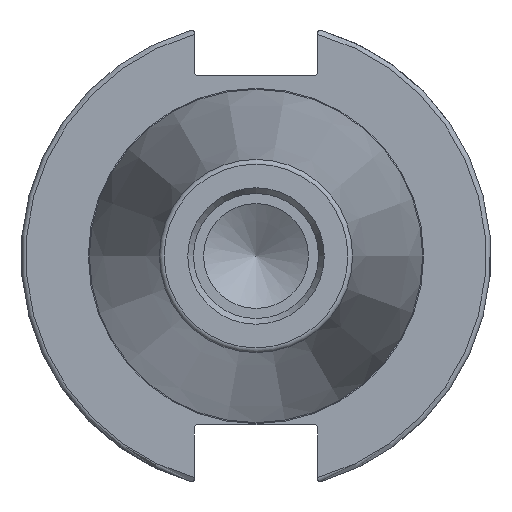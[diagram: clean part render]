
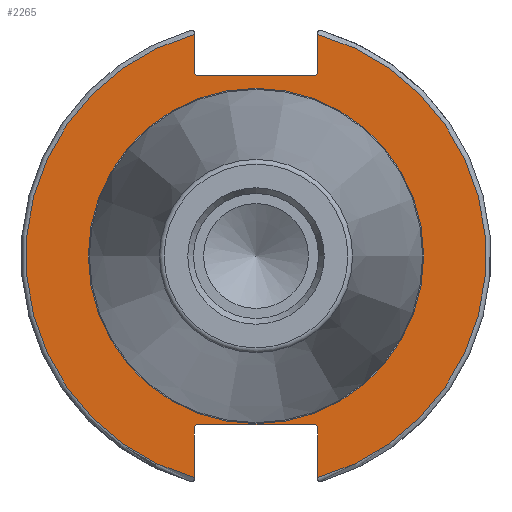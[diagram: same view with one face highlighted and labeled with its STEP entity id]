
A CAD part, left-side view. The second image highlights one B-rep face of the part: STEP entity #2265.
In plain terms, the highlighted planar face has unit normal (-1, 0, 0).
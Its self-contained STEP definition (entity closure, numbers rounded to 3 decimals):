
#556=FACE_BOUND('',#858,.T.);
#585=CIRCLE('',#2590,35.125);
#587=CIRCLE('',#2593,48.213);
#588=CIRCLE('',#2594,48.213);
#743=FACE_OUTER_BOUND('',#857,.T.);
#857=EDGE_LOOP('',(#1728,#1729,#1730,#1731,#1732,#1733,#1734,#1735,#1736,
#1737,#1738,#1739));
#858=EDGE_LOOP('',(#1740));
#978=LINE('',#3727,#1108);
#979=LINE('',#3729,#1109);
#980=LINE('',#3731,#1110);
#981=LINE('',#3733,#1111);
#982=LINE('',#3735,#1112);
#983=LINE('',#3739,#1113);
#984=LINE('',#3741,#1114);
#985=LINE('',#3743,#1115);
#986=LINE('',#3745,#1116);
#987=LINE('',#3746,#1117);
#1108=VECTOR('',#2958,10.);
#1109=VECTOR('',#2959,10.);
#1110=VECTOR('',#2960,10.);
#1111=VECTOR('',#2961,10.);
#1112=VECTOR('',#2962,10.);
#1113=VECTOR('',#2965,10.);
#1114=VECTOR('',#2966,10.);
#1115=VECTOR('',#2967,10.);
#1116=VECTOR('',#2968,10.);
#1117=VECTOR('',#2969,10.);
#1245=VERTEX_POINT('',#3718);
#1246=VERTEX_POINT('',#3723);
#1247=VERTEX_POINT('',#3724);
#1248=VERTEX_POINT('',#3726);
#1249=VERTEX_POINT('',#3728);
#1250=VERTEX_POINT('',#3730);
#1251=VERTEX_POINT('',#3732);
#1252=VERTEX_POINT('',#3734);
#1253=VERTEX_POINT('',#3736);
#1254=VERTEX_POINT('',#3738);
#1255=VERTEX_POINT('',#3740);
#1256=VERTEX_POINT('',#3742);
#1257=VERTEX_POINT('',#3744);
#1431=EDGE_CURVE('',#1245,#1245,#585,.T.);
#1433=EDGE_CURVE('',#1246,#1247,#587,.T.);
#1434=EDGE_CURVE('',#1246,#1248,#978,.T.);
#1435=EDGE_CURVE('',#1249,#1248,#979,.T.);
#1436=EDGE_CURVE('',#1249,#1250,#980,.T.);
#1437=EDGE_CURVE('',#1251,#1250,#981,.T.);
#1438=EDGE_CURVE('',#1251,#1252,#982,.T.);
#1439=EDGE_CURVE('',#1253,#1252,#588,.T.);
#1440=EDGE_CURVE('',#1253,#1254,#983,.T.);
#1441=EDGE_CURVE('',#1255,#1254,#984,.T.);
#1442=EDGE_CURVE('',#1255,#1256,#985,.T.);
#1443=EDGE_CURVE('',#1257,#1256,#986,.T.);
#1444=EDGE_CURVE('',#1257,#1247,#987,.T.);
#1728=ORIENTED_EDGE('',*,*,#1433,.F.);
#1729=ORIENTED_EDGE('',*,*,#1434,.T.);
#1730=ORIENTED_EDGE('',*,*,#1435,.F.);
#1731=ORIENTED_EDGE('',*,*,#1436,.T.);
#1732=ORIENTED_EDGE('',*,*,#1437,.F.);
#1733=ORIENTED_EDGE('',*,*,#1438,.T.);
#1734=ORIENTED_EDGE('',*,*,#1439,.F.);
#1735=ORIENTED_EDGE('',*,*,#1440,.T.);
#1736=ORIENTED_EDGE('',*,*,#1441,.F.);
#1737=ORIENTED_EDGE('',*,*,#1442,.T.);
#1738=ORIENTED_EDGE('',*,*,#1443,.F.);
#1739=ORIENTED_EDGE('',*,*,#1444,.T.);
#1740=ORIENTED_EDGE('',*,*,#1431,.F.);
#2196=PLANE('',#2592);
#2265=ADVANCED_FACE('',(#743,#556),#2196,.T.);
#2590=AXIS2_PLACEMENT_3D('',#3720,#2950,#2951);
#2592=AXIS2_PLACEMENT_3D('',#3722,#2954,#2955);
#2593=AXIS2_PLACEMENT_3D('',#3725,#2956,#2957);
#2594=AXIS2_PLACEMENT_3D('',#3737,#2963,#2964);
#2950=DIRECTION('center_axis',(-1.,0.,0.));
#2951=DIRECTION('ref_axis',(0.,-1.,0.));
#2954=DIRECTION('center_axis',(-1.,0.,0.));
#2955=DIRECTION('ref_axis',(0.,0.,1.));
#2956=DIRECTION('center_axis',(1.,0.,0.));
#2957=DIRECTION('ref_axis',(0.,-1.,0.));
#2958=DIRECTION('',(0.,0.,-1.));
#2959=DIRECTION('',(0.,-0.707,0.707));
#2960=DIRECTION('',(0.,1.,0.));
#2961=DIRECTION('',(0.,-0.707,-0.707));
#2962=DIRECTION('',(0.,0.,1.));
#2963=DIRECTION('center_axis',(1.,0.,0.));
#2964=DIRECTION('ref_axis',(0.,1.,0.));
#2965=DIRECTION('',(0.,0.,1.));
#2966=DIRECTION('',(0.,0.707,-0.707));
#2967=DIRECTION('',(0.,-1.,0.));
#2968=DIRECTION('',(0.,0.707,0.707));
#2969=DIRECTION('',(0.,0.,-1.));
#3718=CARTESIAN_POINT('',(3.175,0.,35.125));
#3720=CARTESIAN_POINT('Origin',(3.175,0.,0.));
#3722=CARTESIAN_POINT('Origin',(3.175,49.213,0.));
#3723=CARTESIAN_POINT('',(3.175,-12.95,46.441));
#3724=CARTESIAN_POINT('',(3.175,-12.95,-46.441));
#3725=CARTESIAN_POINT('Origin',(3.175,0.,0.));
#3726=CARTESIAN_POINT('',(3.175,-12.95,38.219));
#3727=CARTESIAN_POINT('',(3.175,-12.95,18.86));
#3728=CARTESIAN_POINT('',(3.175,-12.45,37.719));
#3729=CARTESIAN_POINT('',(3.175,12.27,12.999));
#3730=CARTESIAN_POINT('',(3.175,12.45,37.719));
#3731=CARTESIAN_POINT('',(3.175,24.606,37.719));
#3732=CARTESIAN_POINT('',(3.175,12.95,38.219));
#3733=CARTESIAN_POINT('',(3.175,12.336,37.605));
#3734=CARTESIAN_POINT('',(3.175,12.95,46.441));
#3735=CARTESIAN_POINT('',(3.175,12.95,18.86));
#3736=CARTESIAN_POINT('',(3.175,12.95,-46.441));
#3737=CARTESIAN_POINT('Origin',(3.175,0.,0.));
#3738=CARTESIAN_POINT('',(3.175,12.95,-35.806));
#3739=CARTESIAN_POINT('',(3.175,12.95,-17.653));
#3740=CARTESIAN_POINT('',(3.175,12.45,-35.306));
#3741=CARTESIAN_POINT('',(3.175,12.939,-35.795));
#3742=CARTESIAN_POINT('',(3.175,-12.45,-35.306));
#3743=CARTESIAN_POINT('',(3.175,24.606,-35.306));
#3744=CARTESIAN_POINT('',(3.175,-12.95,-35.806));
#3745=CARTESIAN_POINT('',(3.175,11.667,-11.189));
#3746=CARTESIAN_POINT('',(3.175,-12.95,-17.653));
